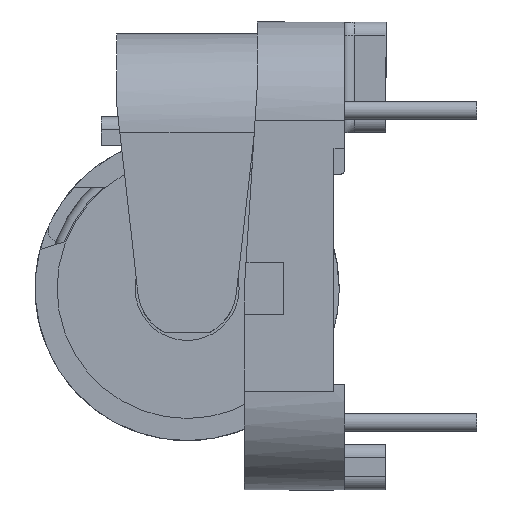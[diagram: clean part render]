
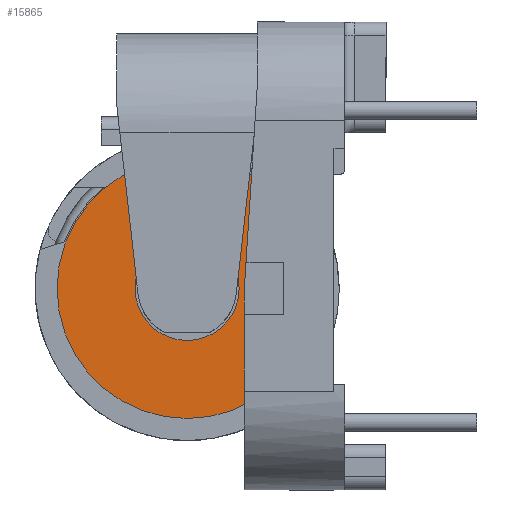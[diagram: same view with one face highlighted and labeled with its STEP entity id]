
A CAD part, left-side view. The second image highlights one B-rep face of the part: STEP entity #15865.
In plain terms, the highlighted planar face has unit normal (-1, 0, 0).
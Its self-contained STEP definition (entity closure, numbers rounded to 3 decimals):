
#1053 = EDGE_CURVE ( 'NONE', #16650, #7601, #13678, .T. ) ;
#1141 = DIRECTION ( 'NONE',  ( 0., -1., 0. ) ) ;
#1151 = ORIENTED_EDGE ( 'NONE', *, *, #1053, .F. ) ;
#1751 = CARTESIAN_POINT ( 'NONE',  ( -7.4, 0., 0. ) ) ;
#1814 = DIRECTION ( 'NONE',  ( 1., 0., 0. ) ) ;
#2019 = AXIS2_PLACEMENT_3D ( 'NONE', #8588, #7160, #10057 ) ;
#3137 = ORIENTED_EDGE ( 'NONE', *, *, #15450, .T. ) ;
#3513 = FACE_OUTER_BOUND ( 'NONE', #15395, .T. ) ;
#5652 = PLANE ( 'NONE',  #12442 ) ;
#5670 = CARTESIAN_POINT ( 'NONE',  ( -7.4, 0., 0. ) ) ;
#5768 = DIRECTION ( 'NONE',  ( 0., -1., 0. ) ) ;
#6379 = AXIS2_PLACEMENT_3D ( 'NONE', #10238, #14788, #5768 ) ;
#6413 = DIRECTION ( 'NONE',  ( 0., -1., 0. ) ) ;
#6489 = CARTESIAN_POINT ( 'NONE',  ( -7.4, 2., 0. ) ) ;
#7160 = DIRECTION ( 'NONE',  ( 1., 0., 0. ) ) ;
#7601 = VERTEX_POINT ( 'NONE', #17535 ) ;
#8588 = CARTESIAN_POINT ( 'NONE',  ( -7.4, 0., 0. ) ) ;
#8759 = DIRECTION ( 'NONE',  ( 1., 0., 0. ) ) ;
#8762 = ORIENTED_EDGE ( 'NONE', *, *, #14681, .T. ) ;
#8788 = ORIENTED_EDGE ( 'NONE', *, *, #12294, .F. ) ;
#8872 = DIRECTION ( 'NONE',  ( 0., -1., 0. ) ) ;
#9346 = AXIS2_PLACEMENT_3D ( 'NONE', #1751, #1814, #6413 ) ;
#10057 = DIRECTION ( 'NONE',  ( 0., -1., 0. ) ) ;
#10238 = CARTESIAN_POINT ( 'NONE',  ( -7.4, 0., 0. ) ) ;
#10509 = FACE_BOUND ( 'NONE', #17681, .T. ) ;
#12294 = EDGE_CURVE ( 'NONE', #7601, #16650, #15927, .T. ) ;
#12442 = AXIS2_PLACEMENT_3D ( 'NONE', #18009, #8759, #8872 ) ;
#12702 = CIRCLE ( 'NONE', #6379, 2. ) ;
#12965 = VERTEX_POINT ( 'NONE', #14225 ) ;
#13678 = CIRCLE ( 'NONE', #9346, 5. ) ;
#14045 = VERTEX_POINT ( 'NONE', #6489 ) ;
#14225 = CARTESIAN_POINT ( 'NONE',  ( -7.4, -2., 0. ) ) ;
#14681 = EDGE_CURVE ( 'NONE', #12965, #14045, #18115, .T. ) ;
#14788 = DIRECTION ( 'NONE',  ( 1., 0., 0. ) ) ;
#15010 = DIRECTION ( 'NONE',  ( 1., 0., 0. ) ) ;
#15395 = EDGE_LOOP ( 'NONE', ( #8788, #1151 ) ) ;
#15450 = EDGE_CURVE ( 'NONE', #14045, #12965, #12702, .T. ) ;
#15865 = ADVANCED_FACE ( 'NONE', ( #10509, #3513 ), #5652, .F. ) ;
#15927 = CIRCLE ( 'NONE', #2019, 5. ) ;
#16465 = AXIS2_PLACEMENT_3D ( 'NONE', #5670, #15010, #1141 ) ;
#16650 = VERTEX_POINT ( 'NONE', #18278 ) ;
#17535 = CARTESIAN_POINT ( 'NONE',  ( -7.4, -5., 0. ) ) ;
#17681 = EDGE_LOOP ( 'NONE', ( #8762, #3137 ) ) ;
#18009 = CARTESIAN_POINT ( 'NONE',  ( -7.4, 5., 0. ) ) ;
#18115 = CIRCLE ( 'NONE', #16465, 2. ) ;
#18278 = CARTESIAN_POINT ( 'NONE',  ( -7.4, 5., 0. ) ) ;
